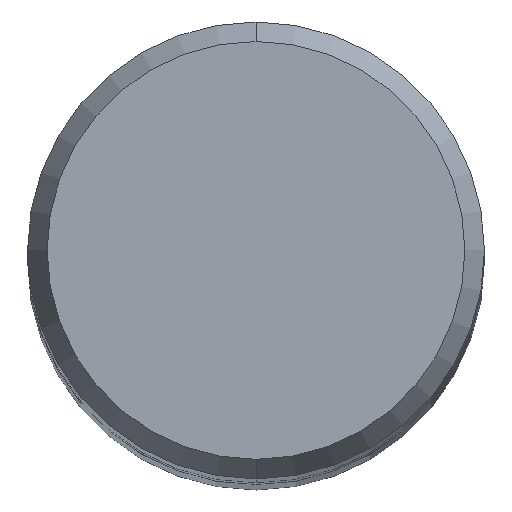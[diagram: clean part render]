
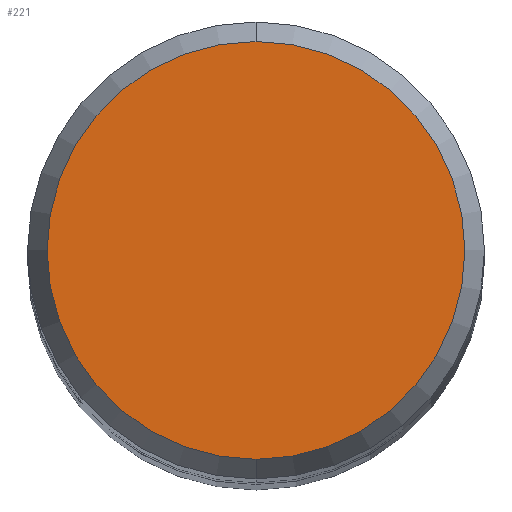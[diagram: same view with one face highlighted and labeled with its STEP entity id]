
A CAD part, top view. The second image highlights one B-rep face of the part: STEP entity #221.
In plain terms, the highlighted planar face has unit normal (0, 0, 1).
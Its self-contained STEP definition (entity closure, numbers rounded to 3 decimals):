
#109=EDGE_CURVE('',#145,#187,#262,.T.);
#145=VERTEX_POINT('',#300);
#167=EDGE_CURVE('',#187,#145,#327,.T.);
#187=VERTEX_POINT('',#349);
#221=ADVANCED_FACE('',(#388),#389,.T.);
#262=CIRCLE('',#426,4.901);
#300=CARTESIAN_POINT('',(0.0,4.901,0.0));
#327=CIRCLE('',#511,4.901);
#349=CARTESIAN_POINT('',(0.,-4.901,0.0));
#388=FACE_OUTER_BOUND('',#587,.T.);
#389=PLANE('',#588);
#426=AXIS2_PLACEMENT_3D('',#619,#620,#621);
#511=AXIS2_PLACEMENT_3D('',#702,#703,#704);
#587=EDGE_LOOP('',(#784,#785));
#588=AXIS2_PLACEMENT_3D('',#786,#787,#788);
#619=CARTESIAN_POINT('',(0.0,0.0,0.0));
#620=DIRECTION('',(0.0,0.0,-1.0));
#621=DIRECTION('',(0.0,1.0,0.0));
#702=CARTESIAN_POINT('',(0.0,0.0,0.0));
#703=DIRECTION('',(0.0,0.0,-1.0));
#704=DIRECTION('',(0.0,1.0,0.0));
#784=ORIENTED_EDGE('',*,*,#109,.F.);
#785=ORIENTED_EDGE('',*,*,#167,.F.);
#786=CARTESIAN_POINT('',(0.0,2.451,0.0));
#787=DIRECTION('',(-0.0,0.0,1.0));
#788=DIRECTION('',(0.0,-1.0,0.0));
